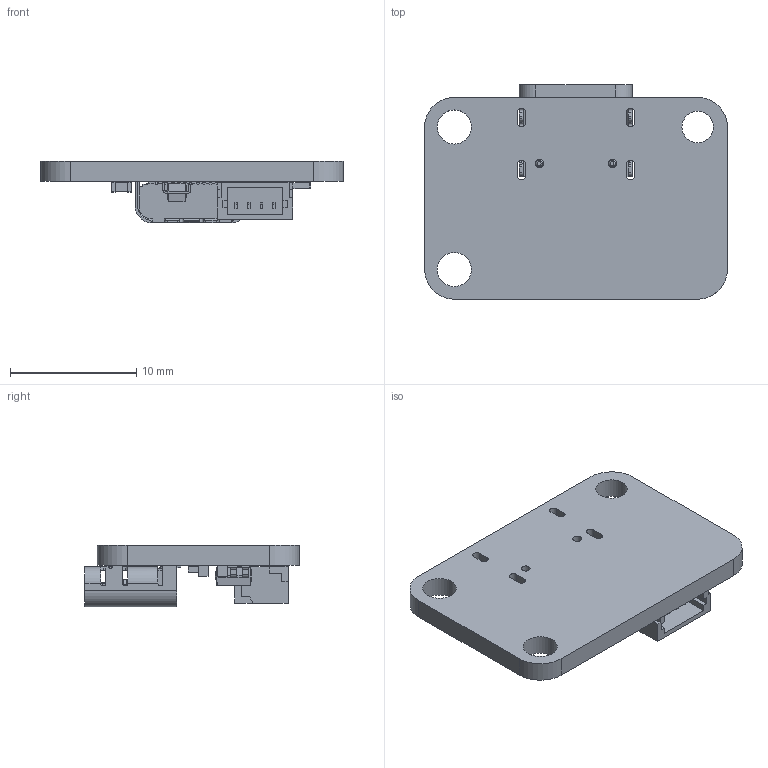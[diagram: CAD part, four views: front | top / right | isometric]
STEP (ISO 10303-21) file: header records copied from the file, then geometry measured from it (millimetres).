
FILE_DESCRIPTION(('KiCad electronic assembly'),'2;1');
FILE_NAME('Numpad_Daughterboard.step','2025-12-01T20:55:31',('Pcbnew'),( 'Kicad'),'Open CASCADE STEP processor 7.7','KiCad to STEP converter' ,'Unknown');
FILE_SCHEMA(('AUTOMOTIVE_DESIGN { 1 0 10303 214 1 1 1 1 }'));
Length unit declared in the file: millimetre
Products named in the file (12): Numpad_Daughterboard 1; C_0603_1608Metric; pxc_1332645_00_CUC-USB3-1-J1ST-AH-UCF-SMD_3D; CUC-USB3.1-J1ST-AH_UCF-SMD; SOT-23-6; SOT_23_6; SM04B-SRSS-TB; SM04B-SRSS; Fuse_1206_3216Metric; Numpad_Daughterboard_PCB
Assembly tree (12 placements, depth 3):
  Numpad_Daughterboard 1
    C_0603_1608Metric  x2
      C_0603_1608Metric
    pxc_1332645_00_CUC-USB3-1-J1ST-AH-UCF-SMD_3D
      CUC-USB3.1-J1ST-AH_UCF-SMD
    SOT-23-6
      SOT_23_6
    SM04B-SRSS-TB
      SM04B-SRSS
    Fuse_1206_3216Metric
      Fuse_1206_3216Metric
    Numpad_Daughterboard_PCB
Bounding box: 24 x 17 x 4.89 mm (x, y, z)
Volume: 748 mm3; surface area: 1550 mm2
Topology: 7 solids, 7 shells, 1102 faces, 3019 edges, 1950 vertices
Faces by surface type: plane 795, cylinder 249, bspline 32, cone 20, torus 6
Full cylindrical faces by diameter (mm): 0.7 x2, 2.5 x1, 2.7 x2
Entity records: 36334 total; most frequent: CARTESIAN_POINT 6720, ORIENTED_EDGE 5894, DIRECTION 5527, EDGE_CURVE 2947, LINE 2353, VECTOR 2353, VERTEX_POINT 1902, AXIS2_PLACEMENT_3D 1587
